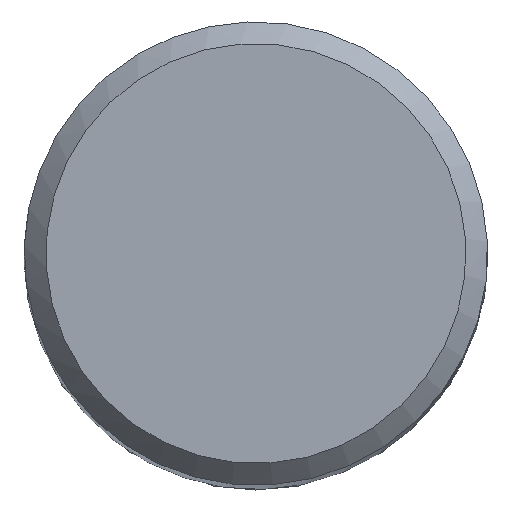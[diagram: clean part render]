
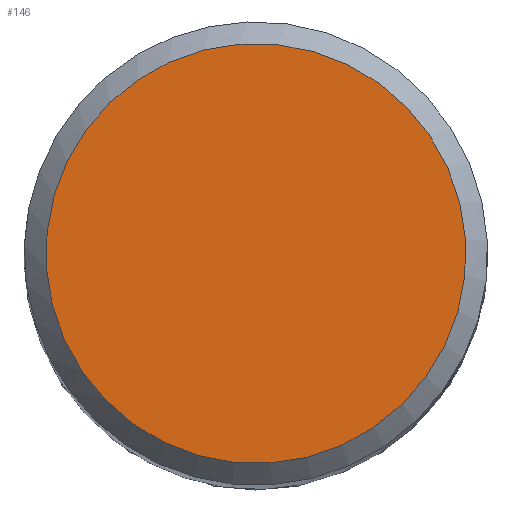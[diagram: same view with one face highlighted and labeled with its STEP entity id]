
A CAD part, top view. The second image highlights one B-rep face of the part: STEP entity #146.
In plain terms, the highlighted planar face has unit normal (0, 0, 1).
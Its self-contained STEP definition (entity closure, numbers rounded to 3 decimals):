
#146=ADVANCED_FACE('',(#164),#161,.F.);
#161=PLANE('',#371);
#164=FACE_OUTER_BOUND('',#166,.T.);
#166=EDGE_LOOP('',(#192));
#192=ORIENTED_EDGE('',*,*,#232,.F.);
#218=VERTEX_POINT('',#500);
#232=EDGE_CURVE('',#218,#218,#245,.T.);
#245=CIRCLE('',#370,14.496);
#370=AXIS2_PLACEMENT_3D('',#499,#418,#419);
#371=AXIS2_PLACEMENT_3D('',#501,#420,#421);
#418=DIRECTION('',(0.,0.,-1.));
#419=DIRECTION('',(-0.103,-0.995,0.));
#420=DIRECTION('',(0.,0.,-1.));
#421=DIRECTION('',(0.103,0.995,0.));
#499=CARTESIAN_POINT('',(0.,0.,0.));
#500=CARTESIAN_POINT('',(-1.493,-14.419,0.));
#501=CARTESIAN_POINT('',(0.,0.,0.));
